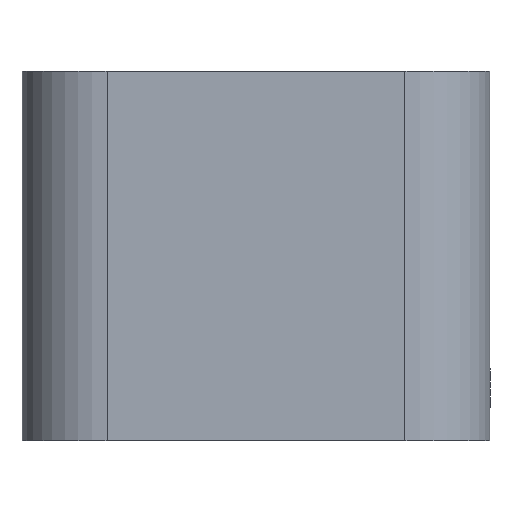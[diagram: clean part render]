
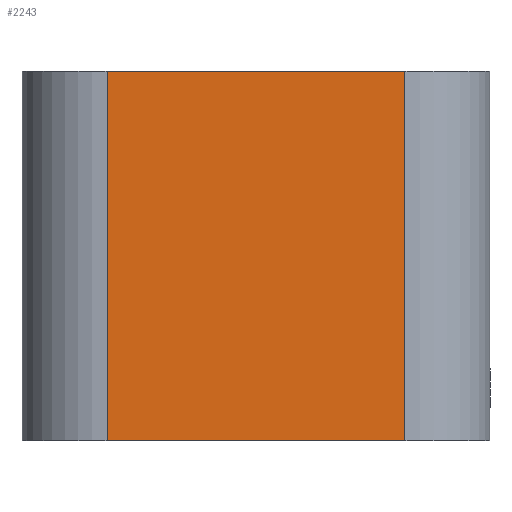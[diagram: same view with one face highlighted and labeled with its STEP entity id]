
A CAD part, front view. The second image highlights one B-rep face of the part: STEP entity #2243.
In plain terms, the highlighted planar face has unit normal (0, -1, 0).
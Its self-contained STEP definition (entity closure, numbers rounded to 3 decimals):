
#135=PLANE('',#2519);
#240=FACE_OUTER_BOUND('',#392,.T.);
#392=EDGE_LOOP('',(#1941,#1942,#1943,#1944));
#500=LINE('',#3523,#666);
#553=LINE('',#3914,#719);
#570=LINE('',#3957,#736);
#571=LINE('',#3958,#737);
#666=VECTOR('',#2765,22.225);
#719=VECTOR('',#3122,22.225);
#736=VECTOR('',#3169,27.546);
#737=VECTOR('',#3170,27.546);
#971=VERTEX_POINT('',#3520);
#972=VERTEX_POINT('',#3522);
#1091=VERTEX_POINT('',#3912);
#1092=VERTEX_POINT('',#3913);
#1217=EDGE_CURVE('',#972,#971,#500,.T.);
#1381=EDGE_CURVE('',#1091,#1092,#553,.T.);
#1406=EDGE_CURVE('',#971,#1091,#570,.F.);
#1407=EDGE_CURVE('',#1092,#972,#571,.T.);
#1941=ORIENTED_EDGE('',*,*,#1217,.T.);
#1942=ORIENTED_EDGE('',*,*,#1406,.T.);
#1943=ORIENTED_EDGE('',*,*,#1381,.T.);
#1944=ORIENTED_EDGE('',*,*,#1407,.T.);
#2243=ADVANCED_FACE('',(#240),#135,.F.);
#2519=AXIS2_PLACEMENT_3D('',#3956,#3167,#3168);
#2765=DIRECTION('',(1.,0.,0.));
#3122=DIRECTION('',(-1.,0.,0.));
#3167=DIRECTION('center_axis',(0.,1.,0.));
#3168=DIRECTION('ref_axis',(0.,0.,1.));
#3169=DIRECTION('',(0.,0.,-1.));
#3170=DIRECTION('',(0.,0.,-1.));
#3520=CARTESIAN_POINT('',(1.587,-19.05,0.));
#3522=CARTESIAN_POINT('',(-20.638,-19.05,0.));
#3523=CARTESIAN_POINT('',(-20.638,-19.05,0.));
#3912=CARTESIAN_POINT('',(1.587,-19.05,27.546));
#3913=CARTESIAN_POINT('',(-20.638,-19.05,27.546));
#3914=CARTESIAN_POINT('',(1.587,-19.05,27.546));
#3956=CARTESIAN_POINT('Origin',(7.937,-19.05,3.175));
#3957=CARTESIAN_POINT('',(1.587,-19.05,27.546));
#3958=CARTESIAN_POINT('',(-20.638,-19.05,27.546));
